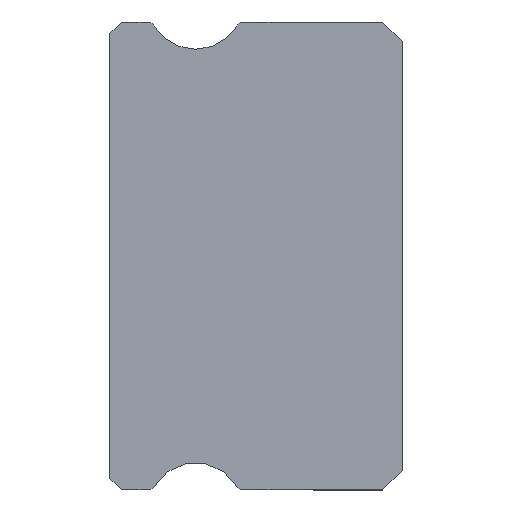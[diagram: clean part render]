
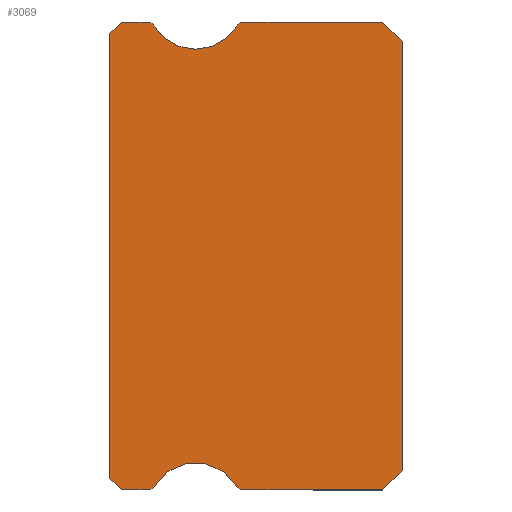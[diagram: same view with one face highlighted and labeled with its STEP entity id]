
A CAD part, left-side view. The second image highlights one B-rep face of the part: STEP entity #3069.
In plain terms, the highlighted planar face has unit normal (-1, 0, 0).
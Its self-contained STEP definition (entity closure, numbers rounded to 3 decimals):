
#16 = CARTESIAN_POINT ( 'NONE',  ( -10., 6.512, 6. ) ) ;
#87 = VECTOR ( 'NONE', #4590, 1000. ) ;
#133 = VECTOR ( 'NONE', #2910, 1000. ) ;
#190 = VERTEX_POINT ( 'NONE', #6857 ) ;
#234 = CARTESIAN_POINT ( 'NONE',  ( -10., 0., 5.5 ) ) ;
#288 = CIRCLE ( 'NONE', #1518, 0.15 ) ;
#344 = EDGE_CURVE ( 'NONE', #6672, #6766, #288, .T. ) ;
#453 = VECTOR ( 'NONE', #8378, 1000. ) ;
#464 = EDGE_CURVE ( 'NONE', #6672, #4633, #5083, .T. ) ;
#495 = ORIENTED_EDGE ( 'NONE', *, *, #2305, .F. ) ;
#576 = AXIS2_PLACEMENT_3D ( 'NONE', #5512, #8431, #7747 ) ;
#603 = EDGE_CURVE ( 'NONE', #3828, #6721, #7504, .T. ) ;
#927 = DIRECTION ( 'NONE',  ( 0., 0., -1. ) ) ;
#1090 = EDGE_CURVE ( 'NONE', #4971, #1256, #1983, .T. ) ;
#1119 = VERTEX_POINT ( 'NONE', #6203 ) ;
#1161 = PLANE ( 'NONE',  #7974 ) ;
#1256 = VERTEX_POINT ( 'NONE', #5788 ) ;
#1263 = DIRECTION ( 'NONE',  ( -1., 0., 0. ) ) ;
#1307 = CARTESIAN_POINT ( 'NONE',  ( -10., 7.5, 5.85 ) ) ;
#1336 = DIRECTION ( 'NONE',  ( -1., 0., 0. ) ) ;
#1387 = VERTEX_POINT ( 'NONE', #4504 ) ;
#1484 = CIRCLE ( 'NONE', #6794, 0.15 ) ;
#1493 = CARTESIAN_POINT ( 'NONE',  ( -10., 4.217, 5.925 ) ) ;
#1514 = LINE ( 'NONE', #4421, #9002 ) ;
#1515 = CARTESIAN_POINT ( 'NONE',  ( -10., 7.2, 6. ) ) ;
#1518 = AXIS2_PLACEMENT_3D ( 'NONE', #5666, #7845, #6427 ) ;
#1621 = DIRECTION ( 'NONE',  ( 0., 0., 1. ) ) ;
#1818 = CARTESIAN_POINT ( 'NONE',  ( -10., 6.383, 5.925 ) ) ;
#1946 = CARTESIAN_POINT ( 'NONE',  ( -10., 6.512, 5.85 ) ) ;
#1983 = LINE ( 'NONE', #3341, #4501 ) ;
#2158 = EDGE_CURVE ( 'NONE', #6766, #190, #4934, .T. ) ;
#2163 = ORIENTED_EDGE ( 'NONE', *, *, #8053, .F. ) ;
#2250 = DIRECTION ( 'NONE',  ( 0., -1., 0. ) ) ;
#2305 = EDGE_CURVE ( 'NONE', #3828, #5979, #6408, .T. ) ;
#2358 = CARTESIAN_POINT ( 'NONE',  ( -10., 4.217, -5.925 ) ) ;
#2386 = ORIENTED_EDGE ( 'NONE', *, *, #8157, .F. ) ;
#2503 = CARTESIAN_POINT ( 'NONE',  ( -10., 7.2, 6. ) ) ;
#2506 = DIRECTION ( 'NONE',  ( 0., 0., -1. ) ) ;
#2534 = CARTESIAN_POINT ( 'NONE',  ( -10., 6.383, -5.925 ) ) ;
#2564 = CARTESIAN_POINT ( 'NONE',  ( -10., 5.3, 6.55 ) ) ;
#2730 = EDGE_CURVE ( 'NONE', #190, #6400, #3717, .T. ) ;
#2777 = CARTESIAN_POINT ( 'NONE',  ( -10., 5.3, 6.55 ) ) ;
#2910 = DIRECTION ( 'NONE',  ( 0., 1., 0. ) ) ;
#3030 = ORIENTED_EDGE ( 'NONE', *, *, #6718, .T. ) ;
#3041 = VECTOR ( 'NONE', #3826, 1000. ) ;
#3062 = ORIENTED_EDGE ( 'NONE', *, *, #7217, .F. ) ;
#3069 = ADVANCED_FACE ( 'NONE', ( #4067 ), #1161, .F. ) ;
#3191 = EDGE_CURVE ( 'NONE', #8692, #4971, #3650, .T. ) ;
#3218 = DIRECTION ( 'NONE',  ( 0., 0., -1. ) ) ;
#3229 = CARTESIAN_POINT ( 'NONE',  ( -10., 7.2, -6. ) ) ;
#3318 = CIRCLE ( 'NONE', #576, 1.25 ) ;
#3341 = CARTESIAN_POINT ( 'NONE',  ( -10., 0.5, 6. ) ) ;
#3358 = DIRECTION ( 'NONE',  ( 0., 0., -1. ) ) ;
#3419 = ORIENTED_EDGE ( 'NONE', *, *, #8967, .T. ) ;
#3424 = VECTOR ( 'NONE', #1621, 1000. ) ;
#3650 = LINE ( 'NONE', #16, #7068 ) ;
#3663 = VERTEX_POINT ( 'NONE', #2358 ) ;
#3717 = CIRCLE ( 'NONE', #4485, 1.25 ) ;
#3780 = LINE ( 'NONE', #8950, #3041 ) ;
#3826 = DIRECTION ( 'NONE',  ( 0., 0.707, -0.707 ) ) ;
#3828 = VERTEX_POINT ( 'NONE', #8576 ) ;
#4067 = FACE_OUTER_BOUND ( 'NONE', #8794, .T. ) ;
#4306 = EDGE_CURVE ( 'NONE', #9201, #1256, #6201, .T. ) ;
#4314 = EDGE_CURVE ( 'NONE', #5340, #1387, #1484, .T. ) ;
#4421 = CARTESIAN_POINT ( 'NONE',  ( -10., 7.5, 5.7 ) ) ;
#4485 = AXIS2_PLACEMENT_3D ( 'NONE', #2777, #1336, #8717 ) ;
#4501 = VECTOR ( 'NONE', #8301, 1000. ) ;
#4504 = CARTESIAN_POINT ( 'NONE',  ( -10., 6.512, -6. ) ) ;
#4513 = CARTESIAN_POINT ( 'NONE',  ( -10., 6.512, -6. ) ) ;
#4590 = DIRECTION ( 'NONE',  ( 0., 0., 1. ) ) ;
#4633 = VERTEX_POINT ( 'NONE', #2503 ) ;
#4893 = EDGE_CURVE ( 'NONE', #3663, #5340, #3318, .T. ) ;
#4934 = CIRCLE ( 'NONE', #8287, 1.25 ) ;
#4971 = VERTEX_POINT ( 'NONE', #5941 ) ;
#5083 = LINE ( 'NONE', #1515, #133 ) ;
#5124 = ORIENTED_EDGE ( 'NONE', *, *, #603, .T. ) ;
#5137 = DIRECTION ( 'NONE',  ( 0., 1., 0. ) ) ;
#5340 = VERTEX_POINT ( 'NONE', #2534 ) ;
#5512 = CARTESIAN_POINT ( 'NONE',  ( -10., 5.3, -6.55 ) ) ;
#5666 = CARTESIAN_POINT ( 'NONE',  ( -10., 6.512, 5.85 ) ) ;
#5788 = CARTESIAN_POINT ( 'NONE',  ( -10., 0., 5.5 ) ) ;
#5941 = CARTESIAN_POINT ( 'NONE',  ( -10., 0.5, 6. ) ) ;
#5963 = CARTESIAN_POINT ( 'NONE',  ( -10., 7.5, 5.7 ) ) ;
#5973 = CARTESIAN_POINT ( 'NONE',  ( -10., 4.088, -5.85 ) ) ;
#5979 = VERTEX_POINT ( 'NONE', #5963 ) ;
#6042 = LINE ( 'NONE', #4513, #7574 ) ;
#6091 = DIRECTION ( 'NONE',  ( 0., -1., 0. ) ) ;
#6140 = ORIENTED_EDGE ( 'NONE', *, *, #464, .T. ) ;
#6161 = ORIENTED_EDGE ( 'NONE', *, *, #2730, .F. ) ;
#6201 = LINE ( 'NONE', #234, #87 ) ;
#6203 = CARTESIAN_POINT ( 'NONE',  ( -10., 4.088, -6. ) ) ;
#6251 = DIRECTION ( 'NONE',  ( 1., 0., 0. ) ) ;
#6391 = AXIS2_PLACEMENT_3D ( 'NONE', #5973, #6576, #6765 ) ;
#6400 = VERTEX_POINT ( 'NONE', #1493 ) ;
#6408 = LINE ( 'NONE', #1307, #3424 ) ;
#6427 = DIRECTION ( 'NONE',  ( 0., 0., -1. ) ) ;
#6576 = DIRECTION ( 'NONE',  ( 1., 0., 0. ) ) ;
#6648 = LINE ( 'NONE', #8092, #7294 ) ;
#6672 = VERTEX_POINT ( 'NONE', #8676 ) ;
#6718 = EDGE_CURVE ( 'NONE', #4633, #5979, #1514, .T. ) ;
#6721 = VERTEX_POINT ( 'NONE', #8327 ) ;
#6765 = DIRECTION ( 'NONE',  ( 0., 0., -1. ) ) ;
#6766 = VERTEX_POINT ( 'NONE', #1818 ) ;
#6794 = AXIS2_PLACEMENT_3D ( 'NONE', #7662, #6251, #2506 ) ;
#6857 = CARTESIAN_POINT ( 'NONE',  ( -10., 5.3, 5.3 ) ) ;
#6969 = DIRECTION ( 'NONE',  ( 1., 0., 0. ) ) ;
#7068 = VECTOR ( 'NONE', #2250, 1000. ) ;
#7217 = EDGE_CURVE ( 'NONE', #9201, #9043, #3780, .T. ) ;
#7294 = VECTOR ( 'NONE', #5137, 1000. ) ;
#7360 = DIRECTION ( 'NONE',  ( 0., 0.707, -0.707 ) ) ;
#7362 = ORIENTED_EDGE ( 'NONE', *, *, #344, .F. ) ;
#7450 = DIRECTION ( 'NONE',  ( 1., 0., 0. ) ) ;
#7504 = LINE ( 'NONE', #3229, #453 ) ;
#7574 = VECTOR ( 'NONE', #6091, 1000. ) ;
#7595 = CIRCLE ( 'NONE', #6391, 0.15 ) ;
#7633 = CARTESIAN_POINT ( 'NONE',  ( -10., 4.088, 5.85 ) ) ;
#7648 = ORIENTED_EDGE ( 'NONE', *, *, #3191, .F. ) ;
#7662 = CARTESIAN_POINT ( 'NONE',  ( -10., 6.512, -5.85 ) ) ;
#7747 = DIRECTION ( 'NONE',  ( 0., 0., -1. ) ) ;
#7749 = ORIENTED_EDGE ( 'NONE', *, *, #4306, .T. ) ;
#7845 = DIRECTION ( 'NONE',  ( 1., 0., 0. ) ) ;
#7871 = CIRCLE ( 'NONE', #8038, 0.15 ) ;
#7974 = AXIS2_PLACEMENT_3D ( 'NONE', #1946, #6969, #3358 ) ;
#8038 = AXIS2_PLACEMENT_3D ( 'NONE', #7633, #7450, #927 ) ;
#8053 = EDGE_CURVE ( 'NONE', #9043, #1119, #6648, .T. ) ;
#8092 = CARTESIAN_POINT ( 'NONE',  ( -10., 6.512, -6. ) ) ;
#8157 = EDGE_CURVE ( 'NONE', #1119, #3663, #7595, .T. ) ;
#8235 = ORIENTED_EDGE ( 'NONE', *, *, #1090, .F. ) ;
#8287 = AXIS2_PLACEMENT_3D ( 'NONE', #2564, #1263, #3218 ) ;
#8301 = DIRECTION ( 'NONE',  ( 0., -0.707, -0.707 ) ) ;
#8327 = CARTESIAN_POINT ( 'NONE',  ( -10., 7.2, -6. ) ) ;
#8378 = DIRECTION ( 'NONE',  ( 0., -0.707, -0.707 ) ) ;
#8410 = CARTESIAN_POINT ( 'NONE',  ( -10., 4.088, 6. ) ) ;
#8431 = DIRECTION ( 'NONE',  ( -1., 0., 0. ) ) ;
#8576 = CARTESIAN_POINT ( 'NONE',  ( -10., 7.5, -5.7 ) ) ;
#8610 = ORIENTED_EDGE ( 'NONE', *, *, #8879, .F. ) ;
#8676 = CARTESIAN_POINT ( 'NONE',  ( -10., 6.512, 6. ) ) ;
#8692 = VERTEX_POINT ( 'NONE', #8410 ) ;
#8717 = DIRECTION ( 'NONE',  ( 0., 0., -1. ) ) ;
#8794 = EDGE_LOOP ( 'NONE', ( #3030, #495, #5124, #3419, #9135, #8858, #2386, #2163, #3062, #7749, #8235, #7648, #8610, #6161, #9363, #7362, #6140 ) ) ;
#8858 = ORIENTED_EDGE ( 'NONE', *, *, #4893, .F. ) ;
#8879 = EDGE_CURVE ( 'NONE', #6400, #8692, #7871, .T. ) ;
#8950 = CARTESIAN_POINT ( 'NONE',  ( -10., 0., -5.5 ) ) ;
#8967 = EDGE_CURVE ( 'NONE', #6721, #1387, #6042, .T. ) ;
#9002 = VECTOR ( 'NONE', #7360, 1000. ) ;
#9043 = VERTEX_POINT ( 'NONE', #9395 ) ;
#9135 = ORIENTED_EDGE ( 'NONE', *, *, #4314, .F. ) ;
#9201 = VERTEX_POINT ( 'NONE', #9278 ) ;
#9278 = CARTESIAN_POINT ( 'NONE',  ( -10., 0., -5.5 ) ) ;
#9363 = ORIENTED_EDGE ( 'NONE', *, *, #2158, .F. ) ;
#9395 = CARTESIAN_POINT ( 'NONE',  ( -10., 0.5, -6. ) ) ;
